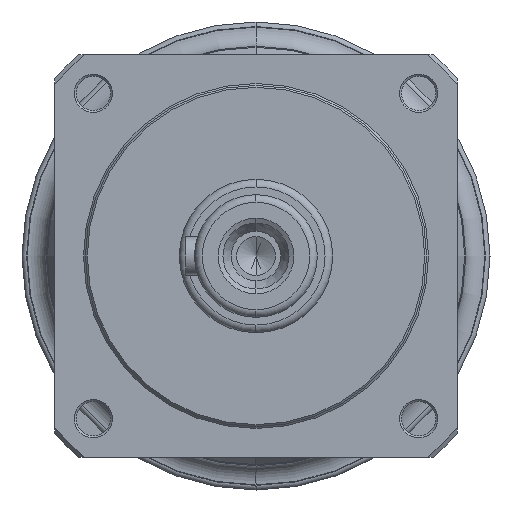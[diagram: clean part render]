
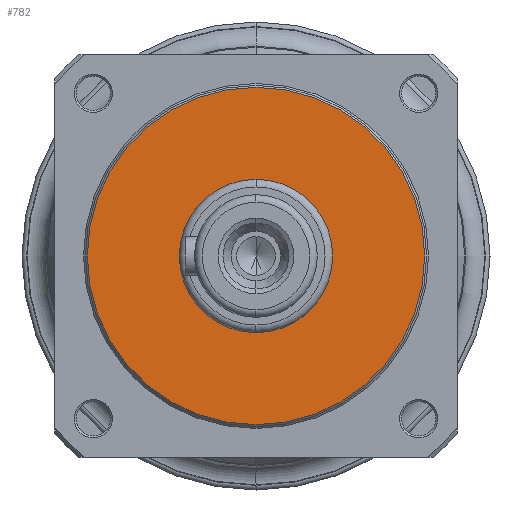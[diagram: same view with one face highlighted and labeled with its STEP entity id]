
A CAD part, left-side view. The second image highlights one B-rep face of the part: STEP entity #782.
In plain terms, the highlighted planar face has unit normal (-1, 0, 0).
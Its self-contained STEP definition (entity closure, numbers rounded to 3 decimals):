
#80 = CARTESIAN_POINT ( 'NONE',  ( 63.851, 4.633, 0. ) ) ;
#186 = FACE_BOUND ( 'NONE', #5192, .T. ) ;
#189 = CIRCLE ( 'NONE', #680, 44. ) ;
#231 = EDGE_CURVE ( 'NONE', #970, #2762, #3327, .T. ) ;
#680 = AXIS2_PLACEMENT_3D ( 'NONE', #4448, #4864, #1284 ) ;
#779 = ORIENTED_EDGE ( 'NONE', *, *, #4158, .T. ) ;
#782 = ADVANCED_FACE ( 'NONE', ( #186, #2735 ), #1105, .F. ) ;
#929 = DIRECTION ( 'NONE',  ( 0., 0., 1. ) ) ;
#935 = DIRECTION ( 'NONE',  ( 0., 0., 1. ) ) ;
#970 = VERTEX_POINT ( 'NONE', #4107 ) ;
#1105 = PLANE ( 'NONE',  #4309 ) ;
#1115 = EDGE_CURVE ( 'NONE', #2762, #970, #4470, .T. ) ;
#1173 = DIRECTION ( 'NONE',  ( 1., 0., 0. ) ) ;
#1232 = ORIENTED_EDGE ( 'NONE', *, *, #1579, .T. ) ;
#1284 = DIRECTION ( 'NONE',  ( 0., 0., 1. ) ) ;
#1293 = CARTESIAN_POINT ( 'NONE',  ( 63.851, 4.633, -20. ) ) ;
#1579 = EDGE_CURVE ( 'NONE', #4209, #1809, #4601, .T. ) ;
#1809 = VERTEX_POINT ( 'NONE', #4273 ) ;
#2530 = AXIS2_PLACEMENT_3D ( 'NONE', #3751, #4197, #2560 ) ;
#2560 = DIRECTION ( 'NONE',  ( 0., 0., 1. ) ) ;
#2569 = EDGE_LOOP ( 'NONE', ( #1232, #779 ) ) ;
#2735 = FACE_OUTER_BOUND ( 'NONE', #2569, .T. ) ;
#2762 = VERTEX_POINT ( 'NONE', #1293 ) ;
#2812 = AXIS2_PLACEMENT_3D ( 'NONE', #80, #3324, #929 ) ;
#3132 = CARTESIAN_POINT ( 'NONE',  ( 63.851, 48.633, 0. ) ) ;
#3324 = DIRECTION ( 'NONE',  ( -1., 0., 0. ) ) ;
#3327 = CIRCLE ( 'NONE', #2530, 20. ) ;
#3334 = DIRECTION ( 'NONE',  ( -1., 0., 0. ) ) ;
#3377 = ORIENTED_EDGE ( 'NONE', *, *, #231, .F. ) ;
#3751 = CARTESIAN_POINT ( 'NONE',  ( 63.851, 4.633, 0. ) ) ;
#3996 = DIRECTION ( 'NONE',  ( 0., 0., -1. ) ) ;
#4107 = CARTESIAN_POINT ( 'NONE',  ( 63.851, 4.633, 20. ) ) ;
#4158 = EDGE_CURVE ( 'NONE', #1809, #4209, #189, .T. ) ;
#4197 = DIRECTION ( 'NONE',  ( -1., 0., 0. ) ) ;
#4209 = VERTEX_POINT ( 'NONE', #4524 ) ;
#4272 = ORIENTED_EDGE ( 'NONE', *, *, #1115, .F. ) ;
#4273 = CARTESIAN_POINT ( 'NONE',  ( 63.851, 4.633, 44. ) ) ;
#4309 = AXIS2_PLACEMENT_3D ( 'NONE', #3132, #1173, #3996 ) ;
#4448 = CARTESIAN_POINT ( 'NONE',  ( 63.851, 4.633, 0. ) ) ;
#4470 = CIRCLE ( 'NONE', #4780, 20. ) ;
#4524 = CARTESIAN_POINT ( 'NONE',  ( 63.851, 4.633, -44. ) ) ;
#4601 = CIRCLE ( 'NONE', #2812, 44. ) ;
#4780 = AXIS2_PLACEMENT_3D ( 'NONE', #4943, #3334, #935 ) ;
#4864 = DIRECTION ( 'NONE',  ( -1., 0., 0. ) ) ;
#4943 = CARTESIAN_POINT ( 'NONE',  ( 63.851, 4.633, 0. ) ) ;
#5192 = EDGE_LOOP ( 'NONE', ( #3377, #4272 ) ) ;
